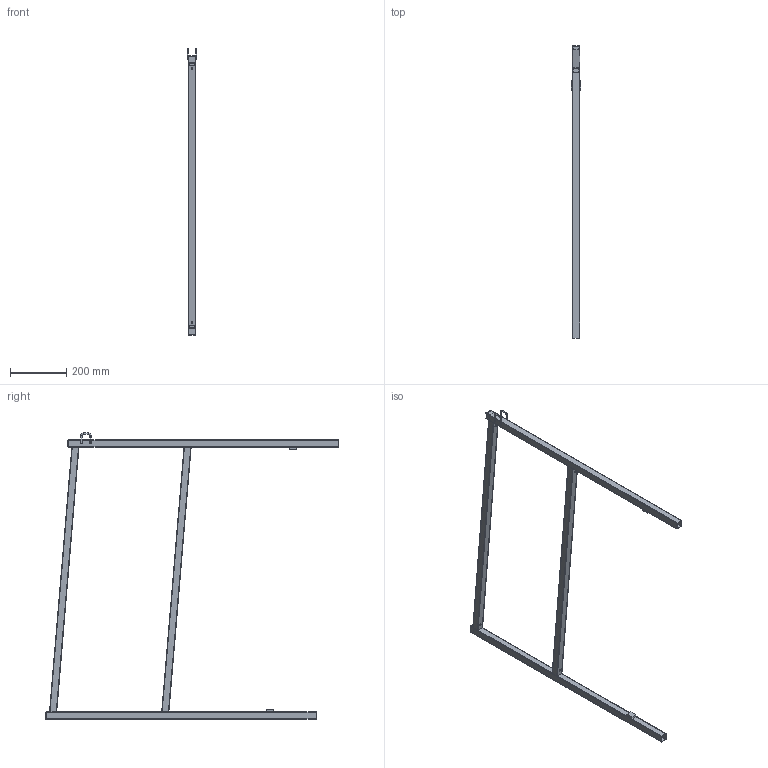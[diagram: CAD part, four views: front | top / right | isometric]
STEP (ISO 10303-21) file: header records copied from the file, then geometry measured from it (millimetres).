
FILE_DESCRIPTION (( 'STEP AP203' ), '1' );
FILE_NAME ('T77100.STEP', '2018-09-11T14:17:38', ( '' ), ( '' ), 'SwSTEP 2.0', 'SolidWorks 2016', '' );
FILE_SCHEMA (( 'CONFIG_CONTROL_DESIGN' ));
Length unit declared in the file: millimetre
Products named in the file (7): 20 X 8 FLT X 25 LG; TH292; S1650_S1650; T77100; 25.4 X 25.4 X 1.2 ERW X 960; TH1309; TH2085
Assembly tree (11 placements, depth 3):
  T77100
    TH292
      25.4 X 25.4 X 1.2 ERW X 960  x2
      TH2085  x2
      20 X 8 FLT X 25 LG  x2
      TH1309  x2
    S1650_S1650  x2
Bounding box: 35.4 x 1042.82 x 1020.44 mm (x, y, z)
Volume: 466287.7 mm3; surface area: 739860.7 mm2
Topology: 10 solids, 10 shells, 170 faces, 416 edges, 260 vertices
Faces by surface type: plane 78, cylinder 76, torus 8, sphere 8
Entity records: 3381 total; most frequent: CARTESIAN_POINT 482, DIRECTION 454, ORIENTED_EDGE 408, EDGE_CURVE 204, AXIS2_PLACEMENT_3D 166, VERTEX_POINT 130, VECTOR 122, LINE 122
